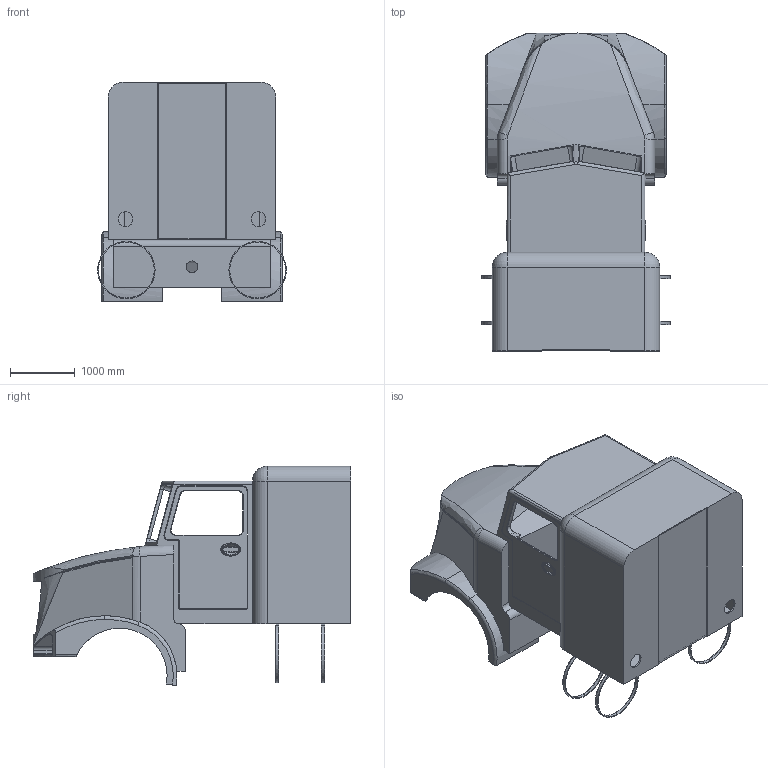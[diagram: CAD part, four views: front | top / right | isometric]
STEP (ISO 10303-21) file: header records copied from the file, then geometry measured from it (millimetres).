
FILE_DESCRIPTION (( 'STEP AP214' ), '1' );
FILE_NAME ('Truck_Amandla_Cabin_AP214_v2.STEP', '2022-05-04T07:23:24', ( '' ), ( '' ), 'SwSTEP 2.0', 'SolidWorks 2021', '' );
FILE_SCHEMA (( 'AUTOMOTIVE_DESIGN' ));
Length unit declared in the file: metre
Products named in the file (1): Truck_Amandla_Cabin_AP214_v2
Bounding box: 2920.64 x 4922.52 x 3397.47 mm (x, y, z)
Volume: 6258667011.4 mm3; surface area: 101117031.2 mm2
Topology: 1 solids, 1 shells, 436 faces, 1210 edges, 769 vertices
Faces by surface type: plane 200, cylinder 152, bspline 46, torus 34, sphere 4
Entity records: 29731 total; most frequent: CARTESIAN_POINT 19141, ORIENTED_EDGE 2404, DIRECTION 1966, EDGE_CURVE 1202, VERTEX_POINT 769, AXIS2_PLACEMENT_3D 673, VECTOR 620, LINE 620
